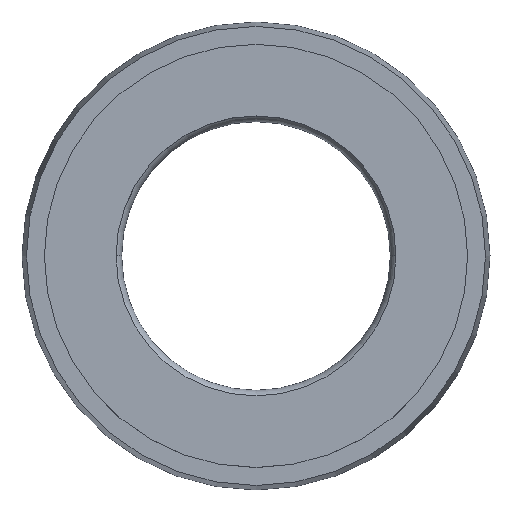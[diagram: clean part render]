
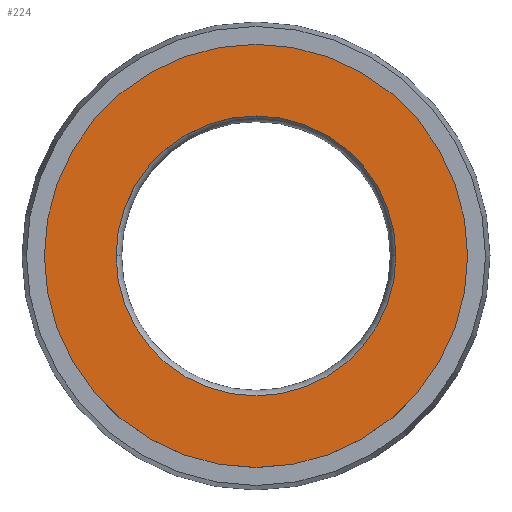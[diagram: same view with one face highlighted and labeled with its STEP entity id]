
A CAD part, top view. The second image highlights one B-rep face of the part: STEP entity #224.
In plain terms, the highlighted planar face has unit normal (0, 0, 1).
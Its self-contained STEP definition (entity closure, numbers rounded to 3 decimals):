
#14 = CARTESIAN_POINT ( 'NONE',  ( 0., 0., 0. ) ) ;
#42 = CIRCLE ( 'NONE', #623, 9.45 ) ;
#51 = CARTESIAN_POINT ( 'NONE',  ( 9.45, 0., 0. ) ) ;
#58 = VERTEX_POINT ( 'NONE', #163 ) ;
#69 = ORIENTED_EDGE ( 'NONE', *, *, #211, .F. ) ;
#81 = CARTESIAN_POINT ( 'NONE',  ( 0., 0., 0. ) ) ;
#82 = ORIENTED_EDGE ( 'NONE', *, *, #511, .T. ) ;
#83 = AXIS2_PLACEMENT_3D ( 'NONE', #616, #312, #359 ) ;
#118 = ORIENTED_EDGE ( 'NONE', *, *, #230, .F. ) ;
#163 = CARTESIAN_POINT ( 'NONE',  ( -6.25, 0., 0. ) ) ;
#168 = DIRECTION ( 'NONE',  ( 0., 0., 1. ) ) ;
#182 = VERTEX_POINT ( 'NONE', #626 ) ;
#211 = EDGE_CURVE ( 'NONE', #182, #58, #301, .T. ) ;
#223 = FACE_OUTER_BOUND ( 'NONE', #447, .T. ) ;
#224 = ADVANCED_FACE ( 'NONE', ( #561, #223 ), #332, .F. ) ;
#230 = EDGE_CURVE ( 'NONE', #58, #182, #604, .T. ) ;
#242 = EDGE_LOOP ( 'NONE', ( #69, #118 ) ) ;
#264 = DIRECTION ( 'NONE',  ( 1., 0., 0. ) ) ;
#300 = CARTESIAN_POINT ( 'NONE',  ( -9.45, 0., 0. ) ) ;
#301 = CIRCLE ( 'NONE', #405, 6.25 ) ;
#312 = DIRECTION ( 'NONE',  ( 0., 0., 1. ) ) ;
#332 = PLANE ( 'NONE',  #592 ) ;
#359 = DIRECTION ( 'NONE',  ( 1., 0., 0. ) ) ;
#378 = DIRECTION ( 'NONE',  ( 0., 0., 1. ) ) ;
#382 = VERTEX_POINT ( 'NONE', #51 ) ;
#405 = AXIS2_PLACEMENT_3D ( 'NONE', #472, #378, #424 ) ;
#409 = VERTEX_POINT ( 'NONE', #300 ) ;
#424 = DIRECTION ( 'NONE',  ( 1., 0., 0. ) ) ;
#434 = EDGE_CURVE ( 'NONE', #409, #382, #42, .T. ) ;
#447 = EDGE_LOOP ( 'NONE', ( #82, #498 ) ) ;
#460 = AXIS2_PLACEMENT_3D ( 'NONE', #81, #474, #477 ) ;
#472 = CARTESIAN_POINT ( 'NONE',  ( 0., 0., 0. ) ) ;
#474 = DIRECTION ( 'NONE',  ( 0., 0., 1. ) ) ;
#477 = DIRECTION ( 'NONE',  ( 1., 0., 0. ) ) ;
#498 = ORIENTED_EDGE ( 'NONE', *, *, #434, .T. ) ;
#511 = EDGE_CURVE ( 'NONE', #382, #409, #577, .T. ) ;
#527 = DIRECTION ( 'NONE',  ( -1., 0., 0. ) ) ;
#561 = FACE_BOUND ( 'NONE', #242, .T. ) ;
#577 = CIRCLE ( 'NONE', #83, 9.45 ) ;
#581 = CARTESIAN_POINT ( 'NONE',  ( 0., 0., 0. ) ) ;
#592 = AXIS2_PLACEMENT_3D ( 'NONE', #581, #630, #527 ) ;
#604 = CIRCLE ( 'NONE', #460, 6.25 ) ;
#616 = CARTESIAN_POINT ( 'NONE',  ( 0., 0., 0. ) ) ;
#623 = AXIS2_PLACEMENT_3D ( 'NONE', #14, #168, #264 ) ;
#626 = CARTESIAN_POINT ( 'NONE',  ( 6.25, 0., 0. ) ) ;
#630 = DIRECTION ( 'NONE',  ( 0., 0., -1. ) ) ;
